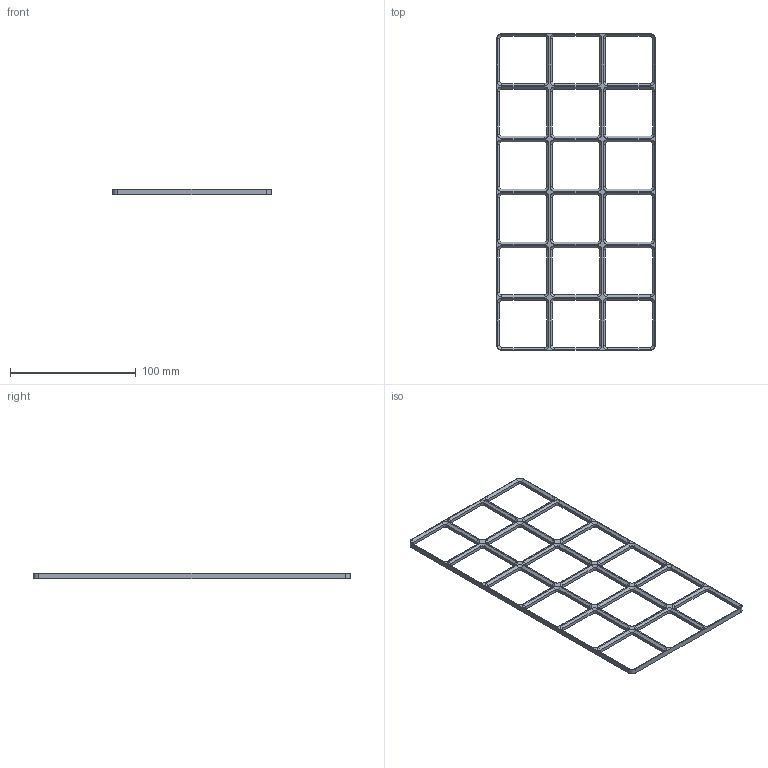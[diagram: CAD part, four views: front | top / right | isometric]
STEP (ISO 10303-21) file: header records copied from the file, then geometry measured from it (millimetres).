
FILE_DESCRIPTION(/* description */ (''),/* implementation_level */ '2;1');
FILE_NAME(/* name */ 'Lt Frame 3x6',/* time_stamp */ '2024-06-14T16:47:49+03:00',/* author */ (''),/* organization */ (''),/* preprocessor_version */ 'ST-DEVELOPER v19.2',/* originating_system */ 'Rhino 8.2',/* authorisation */ '');
FILE_SCHEMA (('CONFIG_CONTROL_DESIGN'));
Length unit declared in the file: millimetre
Products named in the file (1): Document
Bounding box: 126 x 252 x 4.15 mm (x, y, z)
Volume: 22061.1 mm3; surface area: 24047.7 mm2
Topology: 1 solids, 1 shells, 298 faces, 744 edges, 448 vertices
Faces by surface type: plane 150, cylinder 76, bspline 72
Entity records: 9740 total; most frequent: CARTESIAN_POINT 3684, ORIENTED_EDGE 1488, EDGE_CURVE 744, DIRECTION 678, B_SPLINE_CURVE_WITH_KNOTS 520, AXIS2_PLACEMENT_3D 452, VERTEX_POINT 448, EDGE_LOOP 334
